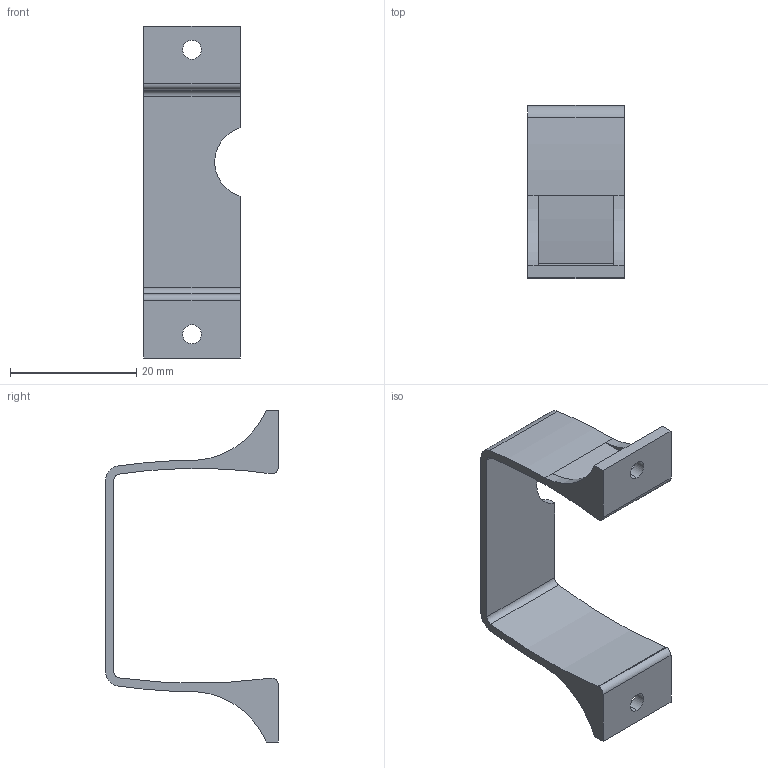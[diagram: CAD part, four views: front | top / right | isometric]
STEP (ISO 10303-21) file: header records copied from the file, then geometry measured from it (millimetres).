
FILE_DESCRIPTION (( 'STEP AP203' ), '1' );
FILE_NAME ('Giant Electric - AD20P-1230C - 12V - 3.6W - 240 L_H - Brushless DC Pump - Plate.STEP', '2018-08-08T14:07:25', ( 'MEF1984' ), ( '' ), 'SwSTEP 2.0', 'SolidWorks 2017', '' );
FILE_SCHEMA (( 'CONFIG_CONTROL_DESIGN' ));
Length unit declared in the file: millimetre
Products named in the file (1): Giant Electric - AD20P-1230C - 12V - 3.6W - 240 L_H - Brushless DC Pump - Plate
Bounding box: 15.2 x 27.3 x 52.5 mm (x, y, z)
Volume: 2308.6 mm3; surface area: 3588.8 mm2
Topology: 1 solids, 1 shells, 40 faces, 108 edges, 70 vertices
Faces by surface type: cylinder 25, plane 15
Entity records: 1361 total; most frequent: DIRECTION 242, CARTESIAN_POINT 219, ORIENTED_EDGE 216, EDGE_CURVE 108, AXIS2_PLACEMENT_3D 93, VERTEX_POINT 70, LINE 56, VECTOR 56
